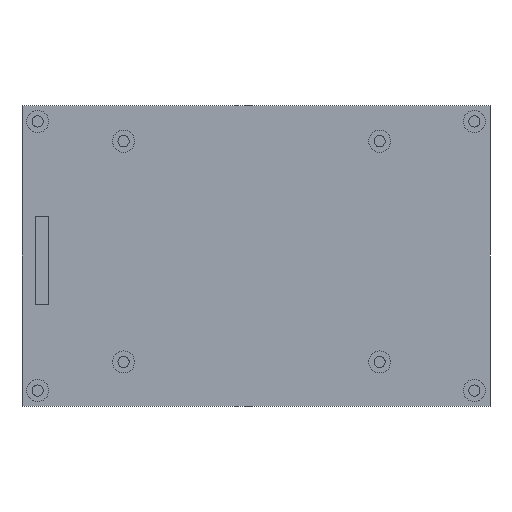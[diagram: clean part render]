
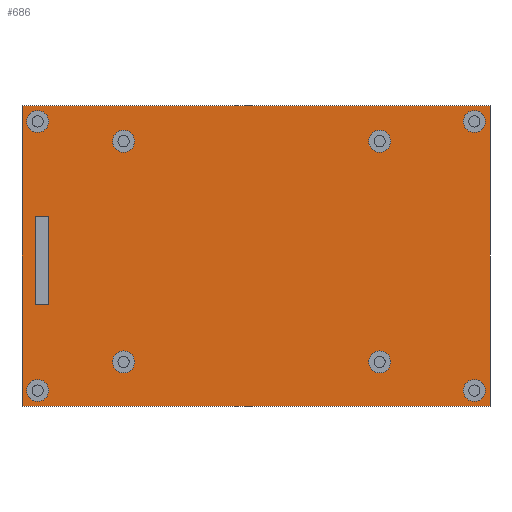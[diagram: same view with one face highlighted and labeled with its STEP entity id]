
A CAD part, front view. The second image highlights one B-rep face of the part: STEP entity #686.
In plain terms, the highlighted planar face has unit normal (0, -1, 0).
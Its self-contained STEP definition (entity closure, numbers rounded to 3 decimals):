
#30=LINE('',#1055,#82);
#34=LINE('',#1063,#86);
#37=LINE('',#1069,#89);
#40=LINE('',#1074,#92);
#44=LINE('',#1088,#96);
#45=LINE('',#1090,#97);
#46=LINE('',#1092,#98);
#47=LINE('',#1093,#99);
#82=VECTOR('',#845,10.);
#86=VECTOR('',#851,10.);
#89=VECTOR('',#856,10.);
#92=VECTOR('',#861,10.);
#96=VECTOR('',#877,10.);
#97=VECTOR('',#878,10.);
#98=VECTOR('',#879,10.);
#99=VECTOR('',#880,10.);
#138=FACE_BOUND('',#216,.T.);
#139=FACE_BOUND('',#217,.T.);
#140=FACE_BOUND('',#218,.T.);
#141=FACE_BOUND('',#219,.T.);
#142=FACE_BOUND('',#220,.T.);
#143=FACE_BOUND('',#221,.T.);
#144=FACE_BOUND('',#222,.T.);
#145=FACE_BOUND('',#223,.T.);
#146=FACE_BOUND('',#224,.T.);
#163=FACE_OUTER_BOUND('',#215,.T.);
#215=EDGE_LOOP('',(#474,#475,#476,#477));
#216=EDGE_LOOP('',(#478,#479,#480,#481));
#217=EDGE_LOOP('',(#482));
#218=EDGE_LOOP('',(#483));
#219=EDGE_LOOP('',(#484));
#220=EDGE_LOOP('',(#485));
#221=EDGE_LOOP('',(#486));
#222=EDGE_LOOP('',(#487));
#223=EDGE_LOOP('',(#488));
#224=EDGE_LOOP('',(#489));
#275=CIRCLE('',#757,2.5);
#276=CIRCLE('',#759,2.5);
#277=CIRCLE('',#760,2.5);
#278=CIRCLE('',#761,2.5);
#279=CIRCLE('',#762,2.5);
#280=CIRCLE('',#763,2.5);
#281=CIRCLE('',#764,2.5);
#282=CIRCLE('',#765,2.5);
#306=VERTEX_POINT('',#1053);
#307=VERTEX_POINT('',#1054);
#310=VERTEX_POINT('',#1062);
#312=VERTEX_POINT('',#1068);
#315=VERTEX_POINT('',#1082);
#316=VERTEX_POINT('',#1086);
#317=VERTEX_POINT('',#1087);
#318=VERTEX_POINT('',#1089);
#319=VERTEX_POINT('',#1091);
#320=VERTEX_POINT('',#1094);
#321=VERTEX_POINT('',#1096);
#322=VERTEX_POINT('',#1098);
#323=VERTEX_POINT('',#1100);
#324=VERTEX_POINT('',#1102);
#325=VERTEX_POINT('',#1104);
#326=VERTEX_POINT('',#1106);
#362=EDGE_CURVE('',#306,#307,#30,.T.);
#366=EDGE_CURVE('',#307,#310,#34,.T.);
#369=EDGE_CURVE('',#310,#312,#37,.T.);
#372=EDGE_CURVE('',#312,#306,#40,.T.);
#377=EDGE_CURVE('',#315,#315,#275,.T.);
#378=EDGE_CURVE('',#316,#317,#44,.T.);
#379=EDGE_CURVE('',#317,#318,#45,.T.);
#380=EDGE_CURVE('',#318,#319,#46,.T.);
#381=EDGE_CURVE('',#319,#316,#47,.T.);
#382=EDGE_CURVE('',#320,#320,#276,.T.);
#383=EDGE_CURVE('',#321,#321,#277,.T.);
#384=EDGE_CURVE('',#322,#322,#278,.T.);
#385=EDGE_CURVE('',#323,#323,#279,.T.);
#386=EDGE_CURVE('',#324,#324,#280,.T.);
#387=EDGE_CURVE('',#325,#325,#281,.T.);
#388=EDGE_CURVE('',#326,#326,#282,.T.);
#474=ORIENTED_EDGE('',*,*,#378,.T.);
#475=ORIENTED_EDGE('',*,*,#379,.T.);
#476=ORIENTED_EDGE('',*,*,#380,.T.);
#477=ORIENTED_EDGE('',*,*,#381,.T.);
#478=ORIENTED_EDGE('',*,*,#362,.T.);
#479=ORIENTED_EDGE('',*,*,#366,.T.);
#480=ORIENTED_EDGE('',*,*,#369,.T.);
#481=ORIENTED_EDGE('',*,*,#372,.T.);
#482=ORIENTED_EDGE('',*,*,#382,.T.);
#483=ORIENTED_EDGE('',*,*,#383,.T.);
#484=ORIENTED_EDGE('',*,*,#384,.T.);
#485=ORIENTED_EDGE('',*,*,#385,.T.);
#486=ORIENTED_EDGE('',*,*,#386,.T.);
#487=ORIENTED_EDGE('',*,*,#387,.T.);
#488=ORIENTED_EDGE('',*,*,#388,.T.);
#489=ORIENTED_EDGE('',*,*,#377,.T.);
#615=PLANE('',#758);
#686=ADVANCED_FACE('',(#163,#138,#139,#140,#141,#142,#143,#144,#145,#146),
#615,.F.);
#757=AXIS2_PLACEMENT_3D('',#1084,#873,#874);
#758=AXIS2_PLACEMENT_3D('',#1085,#875,#876);
#759=AXIS2_PLACEMENT_3D('',#1095,#881,#882);
#760=AXIS2_PLACEMENT_3D('',#1097,#883,#884);
#761=AXIS2_PLACEMENT_3D('',#1099,#885,#886);
#762=AXIS2_PLACEMENT_3D('',#1101,#887,#888);
#763=AXIS2_PLACEMENT_3D('',#1103,#889,#890);
#764=AXIS2_PLACEMENT_3D('',#1105,#891,#892);
#765=AXIS2_PLACEMENT_3D('',#1107,#893,#894);
#845=DIRECTION('',(1.,0.,0.));
#851=DIRECTION('',(0.,0.,-1.));
#856=DIRECTION('',(-1.,0.,0.));
#861=DIRECTION('',(0.,0.,1.));
#873=DIRECTION('center_axis',(0.,1.,0.));
#874=DIRECTION('ref_axis',(1.,0.,0.));
#875=DIRECTION('center_axis',(0.,1.,0.));
#876=DIRECTION('ref_axis',(1.,0.,0.));
#877=DIRECTION('',(-1.,0.,0.));
#878=DIRECTION('',(0.,0.,-1.));
#879=DIRECTION('',(1.,0.,0.));
#880=DIRECTION('',(0.,0.,1.));
#881=DIRECTION('center_axis',(0.,1.,0.));
#882=DIRECTION('ref_axis',(1.,0.,0.));
#883=DIRECTION('center_axis',(0.,1.,0.));
#884=DIRECTION('ref_axis',(1.,0.,0.));
#885=DIRECTION('center_axis',(0.,1.,0.));
#886=DIRECTION('ref_axis',(1.,0.,0.));
#887=DIRECTION('center_axis',(0.,1.,0.));
#888=DIRECTION('ref_axis',(1.,0.,0.));
#889=DIRECTION('center_axis',(0.,1.,0.));
#890=DIRECTION('ref_axis',(1.,0.,0.));
#891=DIRECTION('center_axis',(0.,1.,0.));
#892=DIRECTION('ref_axis',(1.,0.,0.));
#893=DIRECTION('center_axis',(0.,1.,0.));
#894=DIRECTION('ref_axis',(1.,0.,0.));
#1053=CARTESIAN_POINT('',(3.,0.,43.));
#1054=CARTESIAN_POINT('',(6.,0.,43.));
#1055=CARTESIAN_POINT('',(29.5,0.,43.));
#1062=CARTESIAN_POINT('',(6.,0.,23.));
#1063=CARTESIAN_POINT('',(6.,0.,28.5));
#1068=CARTESIAN_POINT('',(3.,0.,23.));
#1069=CARTESIAN_POINT('',(28.,0.,23.));
#1074=CARTESIAN_POINT('',(3.,0.,38.5));
#1082=CARTESIAN_POINT('',(78.5,0.,60.));
#1084=CARTESIAN_POINT('Origin',(81.,0.,60.));
#1085=CARTESIAN_POINT('Origin',(53.,0.,34.));
#1086=CARTESIAN_POINT('',(106.,0.,68.));
#1087=CARTESIAN_POINT('',(0.,0.,68.));
#1088=CARTESIAN_POINT('',(106.,0.,68.));
#1089=CARTESIAN_POINT('',(0.,0.,0.));
#1090=CARTESIAN_POINT('',(0.,0.,68.));
#1091=CARTESIAN_POINT('',(106.,0.,0.));
#1092=CARTESIAN_POINT('',(0.,0.,0.));
#1093=CARTESIAN_POINT('',(106.,0.,0.));
#1094=CARTESIAN_POINT('',(78.5,0.,10.));
#1095=CARTESIAN_POINT('Origin',(81.,0.,10.));
#1096=CARTESIAN_POINT('',(20.5,0.,10.));
#1097=CARTESIAN_POINT('Origin',(23.,0.,10.));
#1098=CARTESIAN_POINT('',(99.964,0.,3.536));
#1099=CARTESIAN_POINT('Origin',(102.464,0.,3.536));
#1100=CARTESIAN_POINT('',(1.036,0.,3.536));
#1101=CARTESIAN_POINT('Origin',(3.536,0.,3.536));
#1102=CARTESIAN_POINT('',(1.036,0.,64.464));
#1103=CARTESIAN_POINT('Origin',(3.536,0.,64.464));
#1104=CARTESIAN_POINT('',(99.964,0.,64.464));
#1105=CARTESIAN_POINT('Origin',(102.464,0.,64.464));
#1106=CARTESIAN_POINT('',(20.5,0.,60.));
#1107=CARTESIAN_POINT('Origin',(23.,0.,60.));
